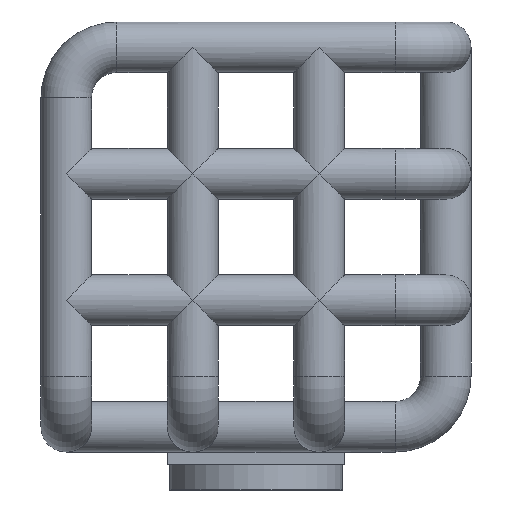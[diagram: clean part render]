
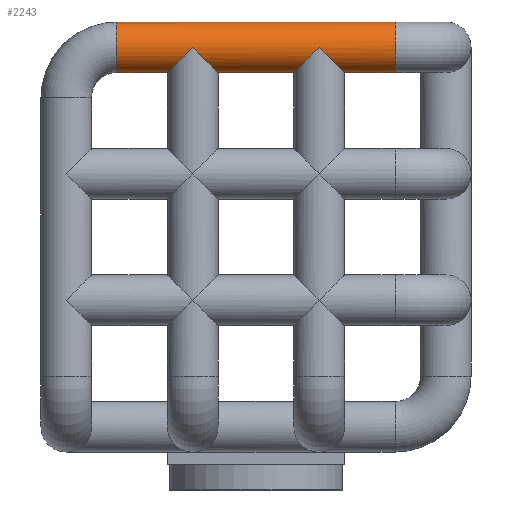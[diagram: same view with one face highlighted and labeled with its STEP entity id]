
A CAD part, front view. The second image highlights one B-rep face of the part: STEP entity #2243.
In plain terms, the highlighted cylindrical face has radius 2 mm (diameter 4 mm), a full revolution.
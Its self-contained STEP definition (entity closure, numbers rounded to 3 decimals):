
#71=ELLIPSE('',#2468,2.,2.);
#72=ELLIPSE('',#2469,2.,2.);
#73=ELLIPSE('',#2470,2.,2.);
#74=ELLIPSE('',#2472,2.828,2.);
#75=ELLIPSE('',#2473,2.828,2.);
#76=ELLIPSE('',#2474,2.828,2.);
#77=ELLIPSE('',#2475,2.828,2.);
#78=ELLIPSE('',#2476,2.828,2.);
#79=ELLIPSE('',#2477,2.828,2.);
#80=ELLIPSE('',#2478,2.828,2.);
#81=ELLIPSE('',#2479,2.828,2.);
#231=CYLINDRICAL_SURFACE('',#2471,2.);
#349=FACE_OUTER_BOUND('',#455,.T.);
#455=EDGE_LOOP('',(#1645,#1646,#1647,#1648,#1649,#1650,#1651,#1652,#1653,
#1654,#1655,#1656,#1657,#1658,#1659,#1660,#1661,#1662));
#563=LINE('',#3993,#663);
#564=LINE('',#3999,#664);
#565=LINE('',#4004,#665);
#663=VECTOR('',#3033,2.);
#664=VECTOR('',#3038,2.);
#665=VECTOR('',#3043,2.);
#773=CIRCLE('',#2416,2.);
#892=VERTEX_POINT('',#3772);
#931=VERTEX_POINT('',#3984);
#932=VERTEX_POINT('',#3986);
#933=VERTEX_POINT('',#3988);
#934=VERTEX_POINT('',#3992);
#935=VERTEX_POINT('',#3994);
#936=VERTEX_POINT('',#3996);
#937=VERTEX_POINT('',#3998);
#938=VERTEX_POINT('',#4000);
#939=VERTEX_POINT('',#4002);
#940=VERTEX_POINT('',#4005);
#941=VERTEX_POINT('',#4008);
#1145=EDGE_CURVE('',#892,#892,#773,.T.);
#1197=EDGE_CURVE('',#932,#931,#71,.T.);
#1198=EDGE_CURVE('',#933,#932,#72,.T.);
#1199=EDGE_CURVE('',#931,#933,#73,.T.);
#1200=EDGE_CURVE('',#933,#934,#563,.T.);
#1201=EDGE_CURVE('',#934,#935,#74,.T.);
#1202=EDGE_CURVE('',#935,#936,#75,.T.);
#1203=EDGE_CURVE('',#936,#937,#564,.T.);
#1204=EDGE_CURVE('',#937,#938,#76,.T.);
#1205=EDGE_CURVE('',#938,#939,#77,.T.);
#1206=EDGE_CURVE('',#939,#892,#565,.T.);
#1207=EDGE_CURVE('',#939,#940,#78,.T.);
#1208=EDGE_CURVE('',#940,#937,#79,.T.);
#1209=EDGE_CURVE('',#936,#941,#80,.T.);
#1210=EDGE_CURVE('',#941,#934,#81,.T.);
#1645=ORIENTED_EDGE('',*,*,#1197,.T.);
#1646=ORIENTED_EDGE('',*,*,#1199,.T.);
#1647=ORIENTED_EDGE('',*,*,#1200,.T.);
#1648=ORIENTED_EDGE('',*,*,#1201,.T.);
#1649=ORIENTED_EDGE('',*,*,#1202,.T.);
#1650=ORIENTED_EDGE('',*,*,#1203,.T.);
#1651=ORIENTED_EDGE('',*,*,#1204,.T.);
#1652=ORIENTED_EDGE('',*,*,#1205,.T.);
#1653=ORIENTED_EDGE('',*,*,#1206,.T.);
#1654=ORIENTED_EDGE('',*,*,#1145,.F.);
#1655=ORIENTED_EDGE('',*,*,#1206,.F.);
#1656=ORIENTED_EDGE('',*,*,#1207,.T.);
#1657=ORIENTED_EDGE('',*,*,#1208,.T.);
#1658=ORIENTED_EDGE('',*,*,#1203,.F.);
#1659=ORIENTED_EDGE('',*,*,#1209,.T.);
#1660=ORIENTED_EDGE('',*,*,#1210,.T.);
#1661=ORIENTED_EDGE('',*,*,#1200,.F.);
#1662=ORIENTED_EDGE('',*,*,#1198,.T.);
#2243=ADVANCED_FACE('',(#349),#231,.T.);
#2416=AXIS2_PLACEMENT_3D('',#3773,#2915,#2916);
#2468=AXIS2_PLACEMENT_3D('',#3987,#3025,#3026);
#2469=AXIS2_PLACEMENT_3D('',#3989,#3027,#3028);
#2470=AXIS2_PLACEMENT_3D('',#3990,#3029,#3030);
#2471=AXIS2_PLACEMENT_3D('',#3991,#3031,#3032);
#2472=AXIS2_PLACEMENT_3D('',#3995,#3034,#3035);
#2473=AXIS2_PLACEMENT_3D('',#3997,#3036,#3037);
#2474=AXIS2_PLACEMENT_3D('',#4001,#3039,#3040);
#2475=AXIS2_PLACEMENT_3D('',#4003,#3041,#3042);
#2476=AXIS2_PLACEMENT_3D('',#4006,#3044,#3045);
#2477=AXIS2_PLACEMENT_3D('',#4007,#3046,#3047);
#2478=AXIS2_PLACEMENT_3D('',#4009,#3048,#3049);
#2479=AXIS2_PLACEMENT_3D('',#4010,#3050,#3051);
#2915=DIRECTION('center_axis',(0.,-1.,0.));
#2916=DIRECTION('ref_axis',(0.,0.,
-1.));
#3025=DIRECTION('center_axis',(0.,-1.,0.));
#3026=DIRECTION('ref_axis',(-0.707,0.,-0.707));
#3027=DIRECTION('center_axis',(0.,-1.,0.));
#3028=DIRECTION('ref_axis',(-0.707,0.,-0.707));
#3029=DIRECTION('center_axis',(0.,-1.,0.));
#3030=DIRECTION('ref_axis',(-0.707,0.,-0.707));
#3031=DIRECTION('center_axis',(0.,1.,0.));
#3032=DIRECTION('ref_axis',(0.,0.,1.));
#3033=DIRECTION('',(0.,-1.,0.));
#3034=DIRECTION('center_axis',(0.,0.707,0.707));
#3035=DIRECTION('ref_axis',(0.,-0.707,0.707));
#3036=DIRECTION('center_axis',(0.,-0.707,0.707));
#3037=DIRECTION('ref_axis',(0.,0.707,0.707));
#3038=DIRECTION('',(0.,-1.,0.));
#3039=DIRECTION('center_axis',(0.,0.707,0.707));
#3040=DIRECTION('ref_axis',(0.,-0.707,0.707));
#3041=DIRECTION('center_axis',(0.,-0.707,0.707));
#3042=DIRECTION('ref_axis',(0.,0.707,0.707));
#3043=DIRECTION('',(0.,-1.,0.));
#3044=DIRECTION('center_axis',(0.,-0.707,0.707));
#3045=DIRECTION('ref_axis',(0.,0.707,0.707));
#3046=DIRECTION('center_axis',(0.,0.707,0.707));
#3047=DIRECTION('ref_axis',(0.,-0.707,0.707));
#3048=DIRECTION('center_axis',(0.,-0.707,0.707));
#3049=DIRECTION('ref_axis',(0.,0.707,0.707));
#3050=DIRECTION('center_axis',(0.,0.707,0.707));
#3051=DIRECTION('ref_axis',(0.,-0.707,0.707));
#3772=CARTESIAN_POINT('',(276.375,-11.,92.679));
#3773=CARTESIAN_POINT('Origin',(276.375,-11.,94.679));
#3984=CARTESIAN_POINT('',(274.374,11.002,94.679));
#3986=CARTESIAN_POINT('',(276.374,11.002,96.679));
#3987=CARTESIAN_POINT('Origin',(276.374,11.002,94.679));
#3988=CARTESIAN_POINT('',(276.375,11.002,92.679));
#3989=CARTESIAN_POINT('Origin',(276.374,11.002,94.679));
#3990=CARTESIAN_POINT('Origin',(276.374,11.002,94.679));
#3991=CARTESIAN_POINT('Origin',(276.375,11.002,94.679));
#3992=CARTESIAN_POINT('',(276.375,7.,92.679));
#3993=CARTESIAN_POINT('',(276.375,11.002,92.679));
#3994=CARTESIAN_POINT('',(274.375,5.,94.679));
#3995=CARTESIAN_POINT('Origin',(276.375,5.,94.679));
#3996=CARTESIAN_POINT('',(276.375,3.,92.679));
#3997=CARTESIAN_POINT('Origin',(276.375,5.,94.679));
#3998=CARTESIAN_POINT('',(276.375,-3.,92.679));
#3999=CARTESIAN_POINT('',(276.375,11.002,92.679));
#4000=CARTESIAN_POINT('',(274.375,-5.,94.679));
#4001=CARTESIAN_POINT('Origin',(276.375,-5.,94.679));
#4002=CARTESIAN_POINT('',(276.375,-7.,92.679));
#4003=CARTESIAN_POINT('Origin',(276.375,-5.,94.679));
#4004=CARTESIAN_POINT('',(276.375,11.002,92.679));
#4005=CARTESIAN_POINT('',(278.375,-5.,94.679));
#4006=CARTESIAN_POINT('Origin',(276.375,-5.,94.679));
#4007=CARTESIAN_POINT('Origin',(276.375,-5.,94.679));
#4008=CARTESIAN_POINT('',(278.375,5.,94.679));
#4009=CARTESIAN_POINT('Origin',(276.375,5.,94.679));
#4010=CARTESIAN_POINT('Origin',(276.375,5.,94.679));
